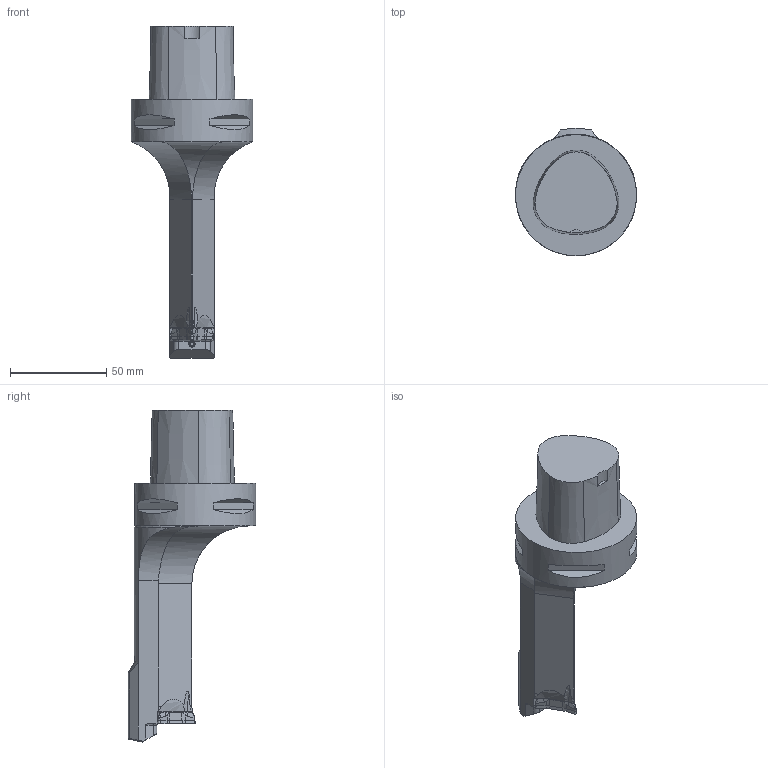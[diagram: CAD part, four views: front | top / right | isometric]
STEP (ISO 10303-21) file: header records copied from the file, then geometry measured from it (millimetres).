
FILE_DESCRIPTION(/* description */ (''),/* implementation_level */ '2;1');
FILE_NAME(/* name */ '1668767243629.stp',/* time_stamp */ '2022-11-18T11:27:29+01:00',/* author */ (''),/* organization */ ('SMS'),/* preprocessor_version */ 'ST-DEVELOPER v16.7',/* originating_system */ 'SIEMENS PLM Software NX 12.0',/* authorisation */ '');
FILE_SCHEMA (('AUTOMOTIVE_DESIGN { 1 0 10303 214 3 1 1 1 }'));
Length unit declared in the file: millimetre
Products named in the file (4): ASSEMBLY_CONSTRUCTION; 204371889mod000_00; 204421429mod000_00; 204421428mod000_00
Assembly tree (3 placements, depth 2):
  204421428mod000_00
    204421429mod000_00
    204371889mod000_00
    ASSEMBLY_CONSTRUCTION
Bounding box: 63 x 66.5 x 172.6 mm (x, y, z)
Volume: 189472.9 mm3; surface area: 25928.3 mm2
Topology: 2 solids, 2 shells, 193 faces, 493 edges, 321 vertices
Faces by surface type: plane 85, cone 36, cylinder 35, bspline 21, revolution 9, torus 7
Full cylindrical faces by diameter (mm): 3.3 x1, 63 x1
Entity records: 6979 total; most frequent: CARTESIAN_POINT 2488, ORIENTED_EDGE 950, DIRECTION 788, EDGE_CURVE 475, VERTEX_POINT 305, AXIS2_PLACEMENT_3D 286, EDGE_LOOP 210, LINE 207
